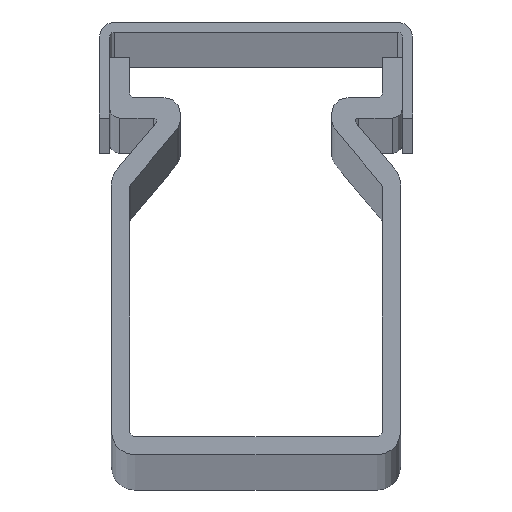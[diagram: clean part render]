
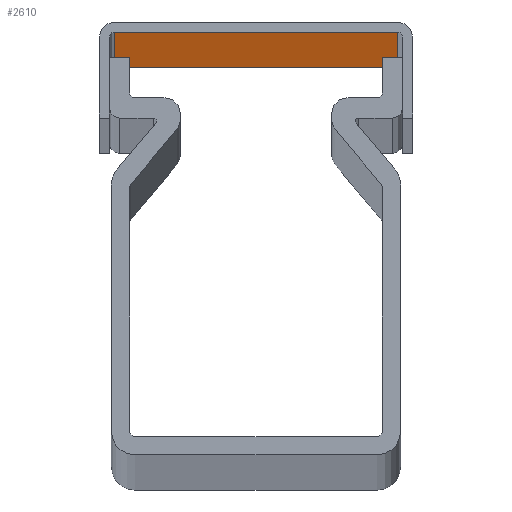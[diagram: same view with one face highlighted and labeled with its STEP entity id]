
A CAD part, top view. The second image highlights one B-rep face of the part: STEP entity #2610.
In plain terms, the highlighted planar face has unit normal (0, -1, 0).
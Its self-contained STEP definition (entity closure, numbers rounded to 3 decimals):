
#5 = DIRECTION ( 'NONE',  ( 0., 0., 1. ) ) ;
#93 = ORIENTED_EDGE ( 'NONE', *, *, #956, .F. ) ;
#122 = CARTESIAN_POINT ( 'NONE',  ( 27.431, 60., 0. ) ) ;
#140 = EDGE_CURVE ( 'NONE', #1017, #491, #571, .T. ) ;
#237 = DIRECTION ( 'NONE',  ( 0., 0., 1. ) ) ;
#491 = VERTEX_POINT ( 'NONE', #2017 ) ;
#495 = VERTEX_POINT ( 'NONE', #2701 ) ;
#503 = VECTOR ( 'NONE', #5, 1000. ) ;
#529 = VECTOR ( 'NONE', #1614, 1000. ) ;
#571 = LINE ( 'NONE', #1529, #503 ) ;
#624 = EDGE_CURVE ( 'NONE', #495, #1383, #1193, .T. ) ;
#717 = AXIS2_PLACEMENT_3D ( 'NONE', #2495, #2515, #237 ) ;
#820 = DIRECTION ( 'NONE',  ( 0., 0., -1. ) ) ;
#841 = LINE ( 'NONE', #122, #529 ) ;
#956 = EDGE_CURVE ( 'NONE', #1383, #1017, #841, .T. ) ;
#1004 = VECTOR ( 'NONE', #820, 1000. ) ;
#1017 = VERTEX_POINT ( 'NONE', #2161 ) ;
#1077 = CARTESIAN_POINT ( 'NONE',  ( 69.431, 60., 0. ) ) ;
#1116 = CARTESIAN_POINT ( 'NONE',  ( 69.431, 60., 500. ) ) ;
#1193 = LINE ( 'NONE', #1116, #1004 ) ;
#1276 = DIRECTION ( 'NONE',  ( -1., 0., 0. ) ) ;
#1383 = VERTEX_POINT ( 'NONE', #1077 ) ;
#1529 = CARTESIAN_POINT ( 'NONE',  ( 41.431, 60., 500. ) ) ;
#1614 = DIRECTION ( 'NONE',  ( -1., 0., 0. ) ) ;
#1763 = CARTESIAN_POINT ( 'NONE',  ( 69.431, 60., 2000. ) ) ;
#1778 = ORIENTED_EDGE ( 'NONE', *, *, #624, .F. ) ;
#1909 = LINE ( 'NONE', #1763, #2494 ) ;
#1973 = EDGE_LOOP ( 'NONE', ( #2177, #93, #1778, #2382 ) ) ;
#2017 = CARTESIAN_POINT ( 'NONE',  ( 41.431, 60., 2000. ) ) ;
#2112 = PLANE ( 'NONE',  #717 ) ;
#2161 = CARTESIAN_POINT ( 'NONE',  ( 41.431, 60., 0. ) ) ;
#2177 = ORIENTED_EDGE ( 'NONE', *, *, #140, .F. ) ;
#2197 = EDGE_CURVE ( 'NONE', #495, #491, #1909, .T. ) ;
#2382 = ORIENTED_EDGE ( 'NONE', *, *, #2197, .T. ) ;
#2494 = VECTOR ( 'NONE', #1276, 1000. ) ;
#2495 = CARTESIAN_POINT ( 'NONE',  ( 104.931, 60., 500. ) ) ;
#2499 = FACE_OUTER_BOUND ( 'NONE', #1973, .T. ) ;
#2515 = DIRECTION ( 'NONE',  ( 0., 1., 0. ) ) ;
#2610 = ADVANCED_FACE ( 'NONE', ( #2499 ), #2112, .F. ) ;
#2701 = CARTESIAN_POINT ( 'NONE',  ( 69.431, 60., 2000. ) ) ;
